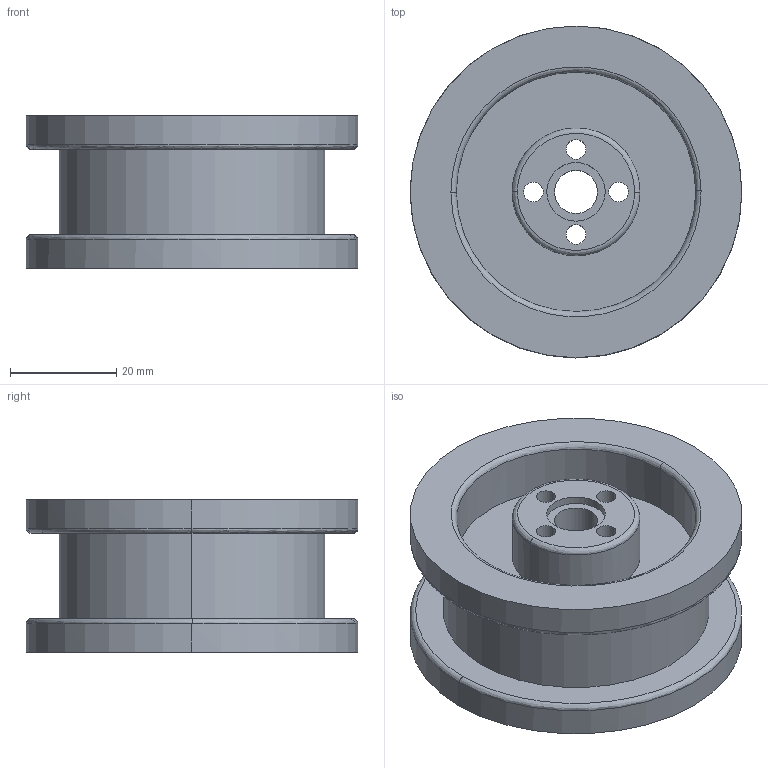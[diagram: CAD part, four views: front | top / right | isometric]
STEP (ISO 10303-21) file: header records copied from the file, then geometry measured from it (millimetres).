
FILE_DESCRIPTION (( 'STEP AP214' ), '1' );
FILE_NAME ('tetrix_736468_tt_wheel.step', '2017-10-17T01:28:49', ( '' ), ( '' ), 'SwSTEP 2.0', 'SolidWorks 2017', '' );
FILE_SCHEMA (( 'AUTOMOTIVE_DESIGN' ));
Length unit declared in the file: millimetre
Products named in the file (1): tetrix_736468_tt_wheel
Bounding box: 62.36 x 62.36 x 28.6 mm (x, y, z)
Volume: 44030 mm3; surface area: 19088.2 mm2
Topology: 1 solids, 1 shells, 50 faces, 133 edges, 92 vertices
Faces by surface type: cylinder 28, bspline 12, plane 10
Entity records: 3091 total; most frequent: CARTESIAN_POINT 1806, DIRECTION 266, ORIENTED_EDGE 264, EDGE_CURVE 132, AXIS2_PLACEMENT_3D 119, VERTEX_POINT 92, CIRCLE 80, EDGE_LOOP 68
